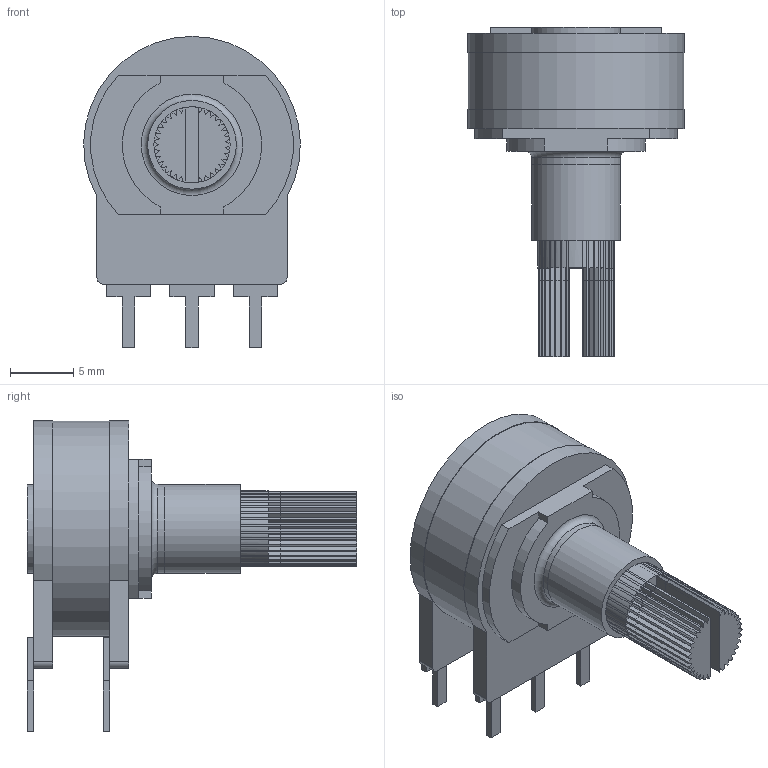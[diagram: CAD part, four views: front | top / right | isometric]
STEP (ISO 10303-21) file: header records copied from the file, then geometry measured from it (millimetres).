
FILE_DESCRIPTION(/* description */ (''),/* implementation_level */ '2;1');
FILE_NAME(/* name */ 'Pot stereo.step',/* time_stamp */ '2021-05-27T23:17:20+03:00',/* author */ (''),/* organization */ (''),/* preprocessor_version */ 'ST-DEVELOPER v18.1',/* originating_system */ 'Autodesk Translation Framework v10.9.0.1377',/* authorisation */ '');
FILE_SCHEMA (('AUTOMOTIVE_DESIGN { 1 0 10303 214 3 1 1 }'));
Length unit declared in the file: millimetre
Products named in the file (1): Pot stereo
Bounding box: 17.1 x 26 x 24.55 mm (x, y, z)
Volume: 3559.2 mm3; surface area: 2891 mm2
Topology: 2 solids, 2 shells, 311 faces, 885 edges, 586 vertices
Faces by surface type: plane 288, cylinder 20, torus 3
Full cylindrical faces by diameter (mm): 6 x2, 7 x3, 17 x1
Entity records: 10434 total; most frequent: CARTESIAN_POINT 1783, ORIENTED_EDGE 1770, DIRECTION 1682, EDGE_CURVE 885, LINE 712, VECTOR 712, VERTEX_POINT 586, AXIS2_PLACEMENT_3D 485
